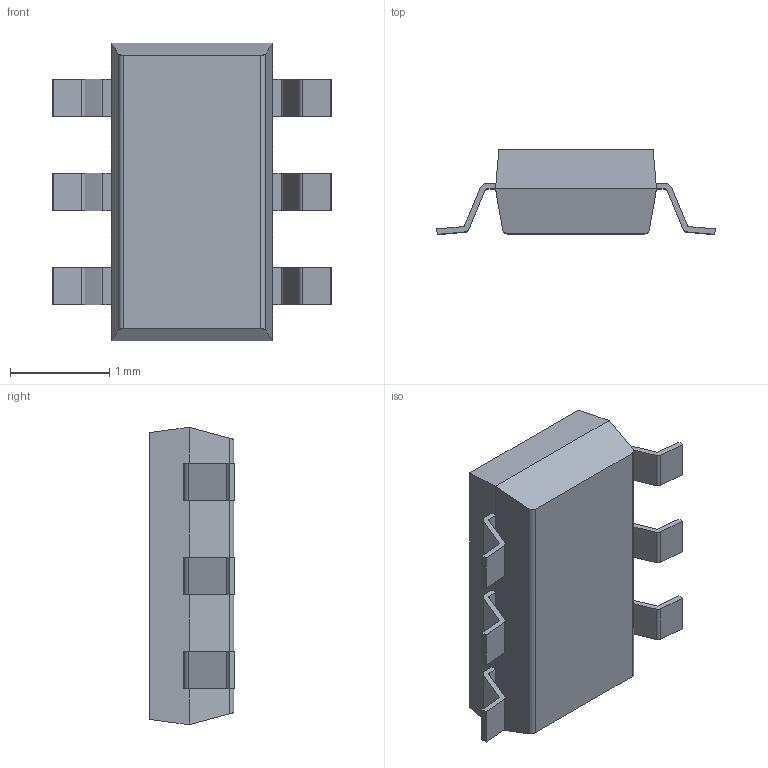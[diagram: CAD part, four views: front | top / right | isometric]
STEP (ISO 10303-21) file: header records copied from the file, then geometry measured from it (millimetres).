
FILE_DESCRIPTION (( 'STEP AP214' ), '1' );
FILE_NAME ('2A5FD8FD-595F-435A-AC66-7349E6E789DF.STEP', '2025-10-13T06:37:32', ( '' ), ( '' ), 'SwSTEP 2.0', 'SolidWorks 2022', '' );
FILE_SCHEMA (( 'AUTOMOTIVE_DESIGN' ));
Length unit declared in the file: millimetre
Products named in the file (1): 2A5FD8FD-595F-435A-AC66-7349E6E789DF
Bounding box: 2.81 x 0.86 x 3 mm (x, y, z)
Volume: 4 mm3; surface area: 20.7 mm2
Topology: 1 solids, 1 shells, 87 faces, 236 edges, 152 vertices
Faces by surface type: plane 65, cylinder 22
Entity records: 3638 total; most frequent: CARTESIAN_POINT 488, ORIENTED_EDGE 472, DIRECTION 448, EDGE_CURVE 236, VECTOR 192, LINE 192, VERTEX_POINT 152, AXIS2_PLACEMENT_3D 128
